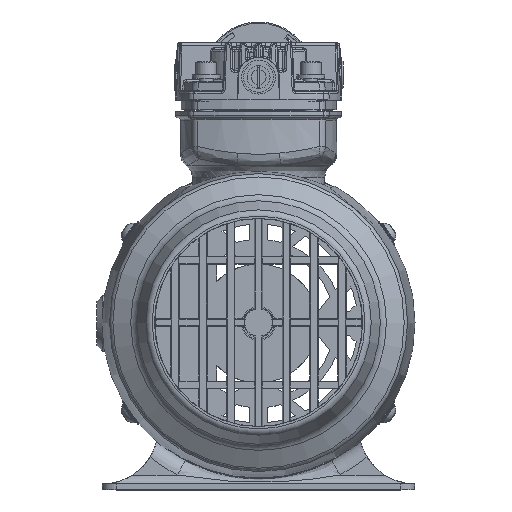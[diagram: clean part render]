
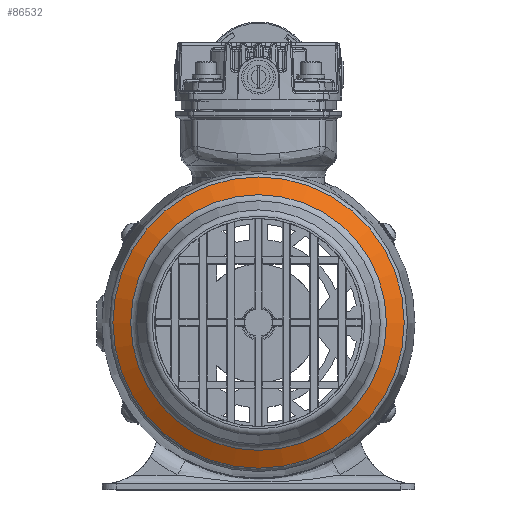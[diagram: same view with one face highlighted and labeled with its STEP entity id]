
A CAD part, top view. The second image highlights one B-rep face of the part: STEP entity #86532.
In plain terms, the highlighted conical face has half-angle 60 degrees and reference radius 66.642 mm.
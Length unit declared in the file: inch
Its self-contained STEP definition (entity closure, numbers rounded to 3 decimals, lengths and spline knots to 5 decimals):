
#1347 = CARTESIAN_POINT ( 'NONE',  ( -2.62371, 0., 7.03076 ) ) ;
#7899 = FACE_OUTER_BOUND ( 'NONE', #102008, .T. ) ;
#20619 = EDGE_CURVE ( 'NONE', #132296, #132296, #24256, .T. ) ;
#24256 = CIRCLE ( 'NONE', #140872, 2.62371 ) ;
#26541 = DIRECTION ( 'NONE',  ( 0., 0., -1. ) ) ;
#28445 = VERTEX_POINT ( 'NONE', #81425 ) ;
#28724 = EDGE_CURVE ( 'NONE', #28445, #28445, #55949, .T. ) ;
#41856 = CARTESIAN_POINT ( 'NONE',  ( 0., 0., 7.21589 ) ) ;
#44202 = DIRECTION ( 'NONE',  ( 0., 0., -1. ) ) ;
#46982 = CONICAL_SURFACE ( 'NONE', #129253, 2.62371, 1.047 ) ;
#49568 = ORIENTED_EDGE ( 'NONE', *, *, #28724, .T. ) ;
#49622 = EDGE_LOOP ( 'NONE', ( #49568 ) ) ;
#55949 = CIRCLE ( 'NONE', #103833, 2.30305 ) ;
#64993 = FACE_BOUND ( 'NONE', #49622, .T. ) ;
#70927 = CARTESIAN_POINT ( 'NONE',  ( 0., 0., 7.03076 ) ) ;
#81425 = CARTESIAN_POINT ( 'NONE',  ( -2.30305, 0., 7.21589 ) ) ;
#86532 = ADVANCED_FACE ( 'NONE', ( #7899, #64993 ), #46982, .T. ) ;
#87838 = DIRECTION ( 'NONE',  ( -1., 0., 0. ) ) ;
#96204 = DIRECTION ( 'NONE',  ( 0., 0., -1. ) ) ;
#98546 = CARTESIAN_POINT ( 'NONE',  ( 0., 0., 7.03076 ) ) ;
#102008 = EDGE_LOOP ( 'NONE', ( #137885 ) ) ;
#103833 = AXIS2_PLACEMENT_3D ( 'NONE', #41856, #96204, #139888 ) ;
#115164 = DIRECTION ( 'NONE',  ( -1., 0., 0. ) ) ;
#129253 = AXIS2_PLACEMENT_3D ( 'NONE', #98546, #44202, #87838 ) ;
#132296 = VERTEX_POINT ( 'NONE', #1347 ) ;
#137885 = ORIENTED_EDGE ( 'NONE', *, *, #20619, .F. ) ;
#139888 = DIRECTION ( 'NONE',  ( -1., 0., 0. ) ) ;
#140872 = AXIS2_PLACEMENT_3D ( 'NONE', #70927, #26541, #115164 ) ;
